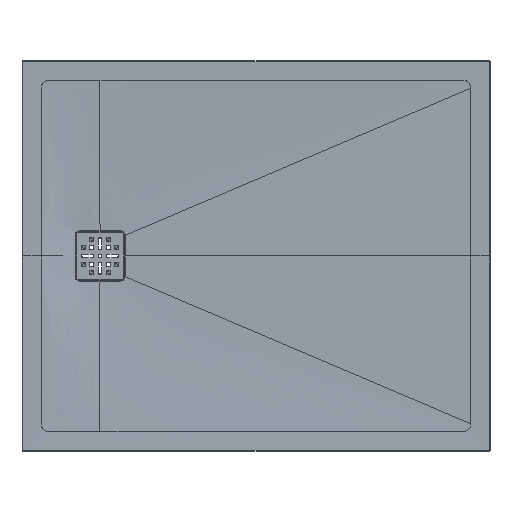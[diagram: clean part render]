
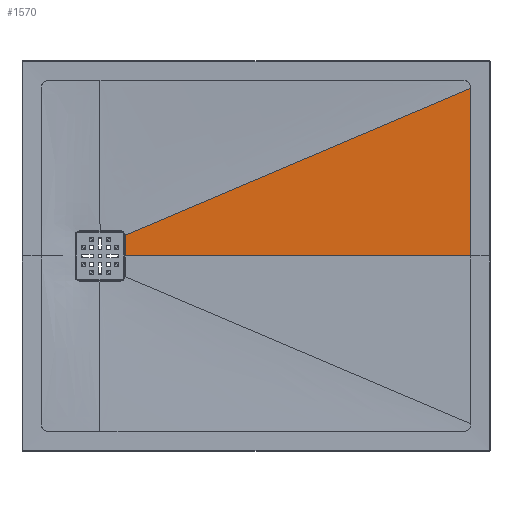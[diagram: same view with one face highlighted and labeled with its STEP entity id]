
A CAD part, top view. The second image highlights one B-rep face of the part: STEP entity #1570.
In plain terms, the highlighted planar face has unit normal (-0.016, 0, 1).
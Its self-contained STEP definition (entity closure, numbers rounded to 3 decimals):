
#573=PLANE('',#6166);
#741=LINE('',#15973,#1138);
#742=LINE('',#15975,#1139);
#1138=VECTOR('',#6801,1.);
#1139=VECTOR('',#6802,1.);
#1570=ADVANCED_FACE('',(#1933),#573,.F.);
#1933=FACE_OUTER_BOUND('',#2262,.T.);
#2262=EDGE_LOOP('',(#2853,#2854,#2855,#2856,#2857,#2858));
#2853=ORIENTED_EDGE('',*,*,#5175,.T.);
#2854=ORIENTED_EDGE('',*,*,#5176,.T.);
#2855=ORIENTED_EDGE('',*,*,#5177,.T.);
#2856=ORIENTED_EDGE('',*,*,#5178,.T.);
#2857=ORIENTED_EDGE('',*,*,#5179,.T.);
#2858=ORIENTED_EDGE('',*,*,#5180,.T.);
#4565=VERTEX_POINT('',#15971);
#4566=VERTEX_POINT('',#15972);
#4567=VERTEX_POINT('',#15974);
#4568=VERTEX_POINT('',#15976);
#4569=VERTEX_POINT('',#15981);
#4570=VERTEX_POINT('',#15986);
#5175=EDGE_CURVE('',#4565,#4566,#5966,.T.);
#5176=EDGE_CURVE('',#4566,#4567,#741,.T.);
#5177=EDGE_CURVE('',#4567,#4568,#742,.T.);
#5178=EDGE_CURVE('',#4568,#4569,#5967,.T.);
#5179=EDGE_CURVE('',#4569,#4570,#5968,.T.);
#5180=EDGE_CURVE('',#4570,#4565,#5969,.T.);
#5966=B_SPLINE_CURVE_WITH_KNOTS('',3,(#15967,#15968,#15969,#15970),
 .UNSPECIFIED.,.F.,.F.,(4,4),(0.,1.),.UNSPECIFIED.);
#5967=B_SPLINE_CURVE_WITH_KNOTS('',3,(#15977,#15978,#15979,#15980),
 .UNSPECIFIED.,.F.,.F.,(4,4),(0.,1.),.UNSPECIFIED.);
#5968=B_SPLINE_CURVE_WITH_KNOTS('',3,(#15982,#15983,#15984,#15985),
 .UNSPECIFIED.,.F.,.F.,(4,4),(0.,1.),.UNSPECIFIED.);
#5969=B_SPLINE_CURVE_WITH_KNOTS('',3,(#15987,#15988,#15989,#15990),
 .UNSPECIFIED.,.F.,.F.,(4,4),(0.,1.),.UNSPECIFIED.);
#6166=AXIS2_PLACEMENT_3D('',#15991,#6803,#6804);
#6801=DIRECTION('',(0.,-1.,0.));
#6802=DIRECTION('',(1.,0.,0.016));
#6803=DIRECTION('',(0.016,0.,-1.));
#6804=DIRECTION('',(0.,1.,0.));
#15967=CARTESIAN_POINT('',(64.245,53.242,15.028));
#15968=CARTESIAN_POINT('',(64.261,52.995,15.028));
#15969=CARTESIAN_POINT('',(64.269,52.748,15.028));
#15970=CARTESIAN_POINT('',(64.269,52.5,15.028));
#15971=CARTESIAN_POINT('',(64.245,53.242,15.028));
#15972=CARTESIAN_POINT('',(64.269,52.5,15.028));
#15973=CARTESIAN_POINT('',(64.269,0.,15.028));
#15974=CARTESIAN_POINT('',(64.269,0.,15.028));
#15975=CARTESIAN_POINT('',(950.,0.,29.));
#15976=CARTESIAN_POINT('',(950.,0.,29.));
#15977=CARTESIAN_POINT('',(950.,0.,29.));
#15978=CARTESIAN_POINT('',(950.,41.167,29.));
#15979=CARTESIAN_POINT('',(950.,82.333,29.));
#15980=CARTESIAN_POINT('',(950.,123.5,29.));
#15981=CARTESIAN_POINT('',(950.004,123.5,29.));
#15982=CARTESIAN_POINT('',(950.,123.5,29.));
#15983=CARTESIAN_POINT('',(950.,225.667,29.));
#15984=CARTESIAN_POINT('',(950.,327.833,29.));
#15985=CARTESIAN_POINT('',(950.,430.,29.));
#15986=CARTESIAN_POINT('',(950.,430.,29.));
#15987=CARTESIAN_POINT('',(950.,430.,29.));
#15988=CARTESIAN_POINT('',(654.748,304.414,24.343));
#15989=CARTESIAN_POINT('',(359.497,178.828,19.685));
#15990=CARTESIAN_POINT('',(64.245,53.242,15.028));
#15991=CARTESIAN_POINT('',(595.,113.7,23.4));
